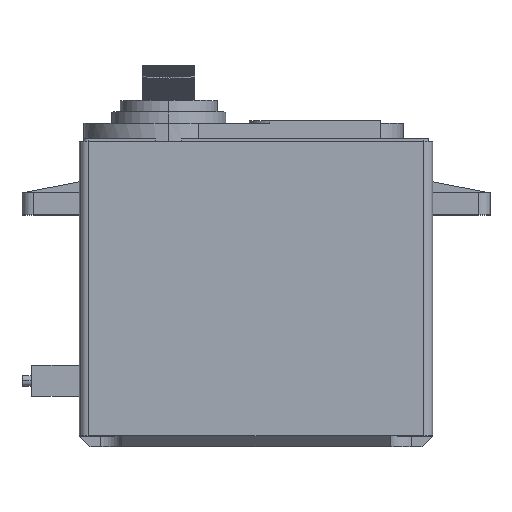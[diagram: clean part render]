
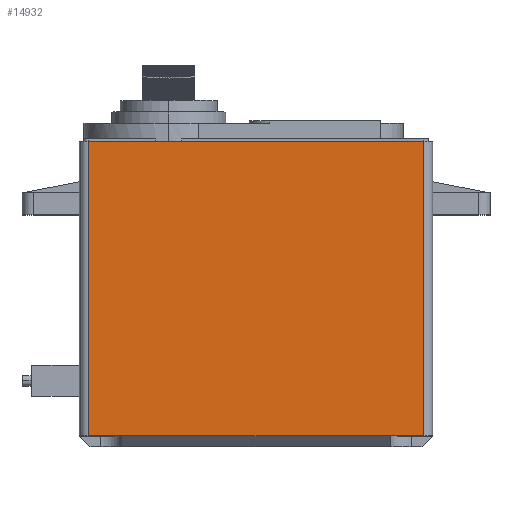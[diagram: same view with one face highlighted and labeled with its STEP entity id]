
A CAD part, top view. The second image highlights one B-rep face of the part: STEP entity #14932.
In plain terms, the highlighted planar face has unit normal (0, 0, 1).
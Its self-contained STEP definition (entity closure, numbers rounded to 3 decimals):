
#408 = CARTESIAN_POINT ( 'NONE',  ( 19., 33.35, 10. ) ) ;
#473 = EDGE_LOOP ( 'NONE', ( #9596, #2254, #4571, #13238, #999, #14927 ) ) ;
#858 = FACE_OUTER_BOUND ( 'NONE', #473, .T. ) ;
#885 = DIRECTION ( 'NONE',  ( 0., 1., 0. ) ) ;
#999 = ORIENTED_EDGE ( 'NONE', *, *, #5655, .T. ) ;
#1131 = CARTESIAN_POINT ( 'NONE',  ( 20., 33.35, 10. ) ) ;
#1153 = VECTOR ( 'NONE', #885, 1000. ) ;
#1304 = LINE ( 'NONE', #7248, #3930 ) ;
#1950 = VERTEX_POINT ( 'NONE', #9759 ) ;
#2062 = CARTESIAN_POINT ( 'NONE',  ( -19., 33.35, 10. ) ) ;
#2254 = ORIENTED_EDGE ( 'NONE', *, *, #13975, .T. ) ;
#2456 = CARTESIAN_POINT ( 'NONE',  ( 19., 0., 10. ) ) ;
#2468 = EDGE_CURVE ( 'NONE', #17628, #16177, #17042, .T. ) ;
#2782 = DIRECTION ( 'NONE',  ( 1., 0., 0. ) ) ;
#3016 = AXIS2_PLACEMENT_3D ( 'NONE', #3791, #3979, #12638 ) ;
#3791 = CARTESIAN_POINT ( 'NONE',  ( 20., 33.35, 10. ) ) ;
#3930 = VECTOR ( 'NONE', #18610, 1000. ) ;
#3979 = DIRECTION ( 'NONE',  ( 0., 0., -1. ) ) ;
#4225 = VECTOR ( 'NONE', #10336, 1000. ) ;
#4270 = VECTOR ( 'NONE', #9280, 1000. ) ;
#4571 = ORIENTED_EDGE ( 'NONE', *, *, #14704, .T. ) ;
#5078 = VECTOR ( 'NONE', #2782, 1000. ) ;
#5574 = VERTEX_POINT ( 'NONE', #8341 ) ;
#5652 = LINE ( 'NONE', #12930, #4225 ) ;
#5655 = EDGE_CURVE ( 'NONE', #17628, #15955, #18282, .T. ) ;
#7248 = CARTESIAN_POINT ( 'NONE',  ( 20., 0., 10. ) ) ;
#7560 = CARTESIAN_POINT ( 'NONE',  ( -15.2, 0., 10. ) ) ;
#8341 = CARTESIAN_POINT ( 'NONE',  ( -19., 0., 10. ) ) ;
#9067 = VECTOR ( 'NONE', #12782, 1000. ) ;
#9280 = DIRECTION ( 'NONE',  ( 0., -1., 0. ) ) ;
#9596 = ORIENTED_EDGE ( 'NONE', *, *, #15985, .T. ) ;
#9759 = CARTESIAN_POINT ( 'NONE',  ( -19., 33.35, 10. ) ) ;
#10336 = DIRECTION ( 'NONE',  ( 1., 0., 0. ) ) ;
#11366 = EDGE_CURVE ( 'NONE', #1950, #15955, #14466, .T. ) ;
#12259 = LINE ( 'NONE', #2062, #4270 ) ;
#12433 = CARTESIAN_POINT ( 'NONE',  ( 15.2, 0., 10. ) ) ;
#12638 = DIRECTION ( 'NONE',  ( -1., 0., 0. ) ) ;
#12782 = DIRECTION ( 'NONE',  ( -1., 0., 0. ) ) ;
#12930 = CARTESIAN_POINT ( 'NONE',  ( 20., 0., 10. ) ) ;
#13238 = ORIENTED_EDGE ( 'NONE', *, *, #2468, .F. ) ;
#13975 = EDGE_CURVE ( 'NONE', #5574, #14467, #5652, .T. ) ;
#14466 = LINE ( 'NONE', #1131, #5078 ) ;
#14467 = VERTEX_POINT ( 'NONE', #7560 ) ;
#14704 = EDGE_CURVE ( 'NONE', #14467, #16177, #1304, .T. ) ;
#14927 = ORIENTED_EDGE ( 'NONE', *, *, #11366, .F. ) ;
#14932 = ADVANCED_FACE ( 'NONE', ( #858 ), #17281, .F. ) ;
#15674 = CARTESIAN_POINT ( 'NONE',  ( 19., 33.35, 10. ) ) ;
#15791 = CARTESIAN_POINT ( 'NONE',  ( 15.2, 0., 10. ) ) ;
#15955 = VERTEX_POINT ( 'NONE', #408 ) ;
#15985 = EDGE_CURVE ( 'NONE', #1950, #5574, #12259, .T. ) ;
#16177 = VERTEX_POINT ( 'NONE', #12433 ) ;
#17042 = LINE ( 'NONE', #15791, #9067 ) ;
#17281 = PLANE ( 'NONE',  #3016 ) ;
#17628 = VERTEX_POINT ( 'NONE', #2456 ) ;
#18282 = LINE ( 'NONE', #15674, #1153 ) ;
#18610 = DIRECTION ( 'NONE',  ( 1., 0., 0. ) ) ;
